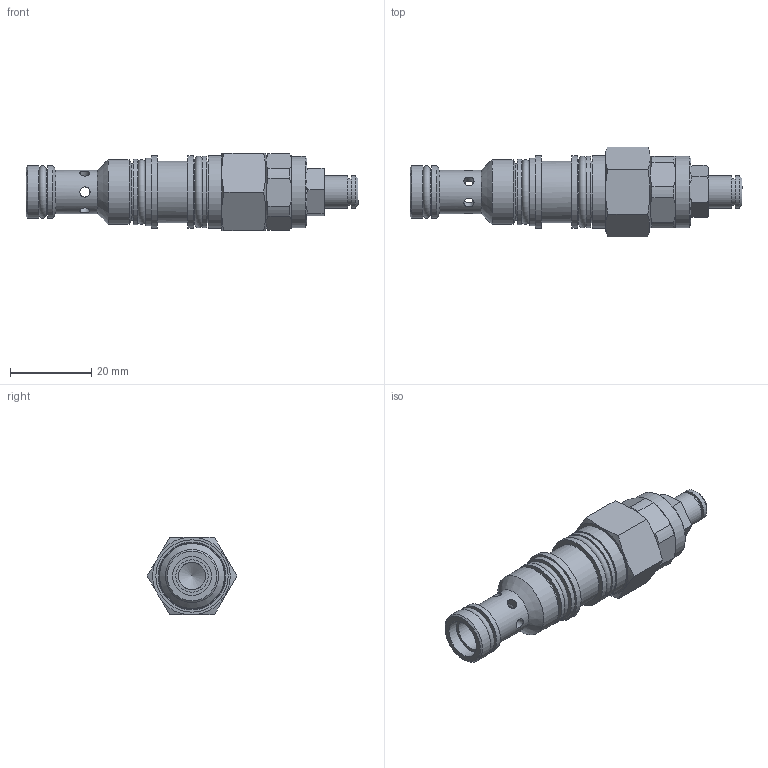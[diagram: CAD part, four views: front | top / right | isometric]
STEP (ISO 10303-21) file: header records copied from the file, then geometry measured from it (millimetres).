
FILE_DESCRIPTION((''),'2;1');
FILE_NAME('55T163.stp','2015-01-08T10:44:43',('jml'),(''),'Autodesk Inventor 2010','Autodesk Inventor 2010','');
FILE_SCHEMA(('AUTOMOTIVE_DESIGN { 1 0 10303 214 1 1 1 1 }'));
Length unit declared in the file: inch
Products named in the file (12): 55T163; 221778; 221347; 221348; 906 O-RING; 009 O-RING; 012 O-RING; 014 O-RING; 014 BACKUP; 015 O-RING; 015 BACKUP; 990172
Assembly tree (11 placements, depth 2):
  55T163
    221778
    221347
    221348
    906 O-RING
    009 O-RING
    012 O-RING
    014 O-RING
    014 BACKUP
    015 O-RING
    015 BACKUP
    990172
Bounding box: 81.52 x 22 x 19.05 mm (x, y, z)
Volume: 10892.6 mm3; surface area: 11072.8 mm2
Topology: 11 solids, 11 shells, 259 faces, 648 edges, 431 vertices
Faces by surface type: plane 138, cylinder 64, cone 50, torus 7
Full cylindrical faces by diameter (mm): 0.87 x1, 0.965 x1, 2.489 x6, 3.962 x1, 6.35 x1, 6.553 x1, 6.604 x1, 6.756 x1, 7.874 x1, 7.925 x4, 9.068 x2, 9.169 x1, 9.525 x1, 10.363 x1, 10.617 x1, 10.668 x1, 10.719 x1, 11.1 x1, 12.751 x1, 12.919 x1, 13.005 x1, 13.208 x1, 13.818 x1, 14.275 x1, 14.986 x1, 15.037 x2, 15.951 x1, 16.205 x1, 16.612 x1, 17.45 x1
Entity records: 8135 total; most frequent: CARTESIAN_POINT 1886, DIRECTION 1195, ORIENTED_EDGE 1118, EDGE_CURVE 559, AXIS2_PLACEMENT_3D 458, VERTEX_POINT 408, EDGE_LOOP 377, VECTOR 279
